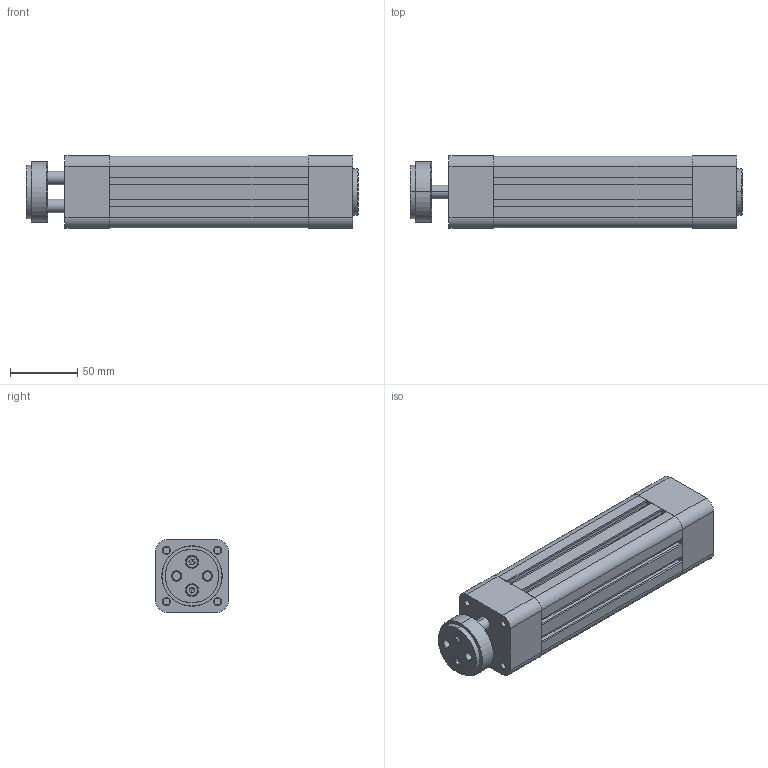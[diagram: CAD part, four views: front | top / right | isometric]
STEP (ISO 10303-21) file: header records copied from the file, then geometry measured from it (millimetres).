
FILE_DESCRIPTION (( 'STEP AP214' ), '1' );
FILE_NAME ('PTR40-100CYLINDER.STEP', '2010-09-20T05:57:37', ( '' ), ( '' ), 'SwSTEP 2.0', 'SolidWorks 2010', '' );
FILE_SCHEMA (( 'AUTOMOTIVE_DESIGN' ));
Length unit declared in the file: millimetre
Products named in the file (7): 40  ARKA  KAPAK; ISO 40 BORU; 40   烰  KAPAK; ÇAP 40  ÖZEL  ORTA PÝSTON; 40   M尳 UCU YATAKLAMA; M5x16  MÝL UCU YATAKLAMA  ÝMBUSU; PTR40-100CYLINDER
Assembly tree (7 placements, depth 2):
  PTR40-100CYLINDER
    40   M尳 UCU YATAKLAMA
    40  ARKA  KAPAK
    40   烰  KAPAK
    ÇAP 40  ÖZEL  ORTA PÝSTON
    M5x16  MÝL UCU YATAKLAMA  ÝMBUSU  x2
    ISO 40 BORU
Bounding box: 247 x 54 x 54 mm (x, y, z)
Volume: 473653.6 mm3; surface area: 129699.5 mm2
Topology: 7 solids, 7 shells, 298 faces, 698 edges, 432 vertices
Faces by surface type: plane 128, cylinder 90, cone 72, torus 8
Entity records: 8384 total; most frequent: DIRECTION 1448, CARTESIAN_POINT 1310, ORIENTED_EDGE 1264, EDGE_CURVE 632, AXIS2_PLACEMENT_3D 535, VERTEX_POINT 397, LINE 378, VECTOR 378
